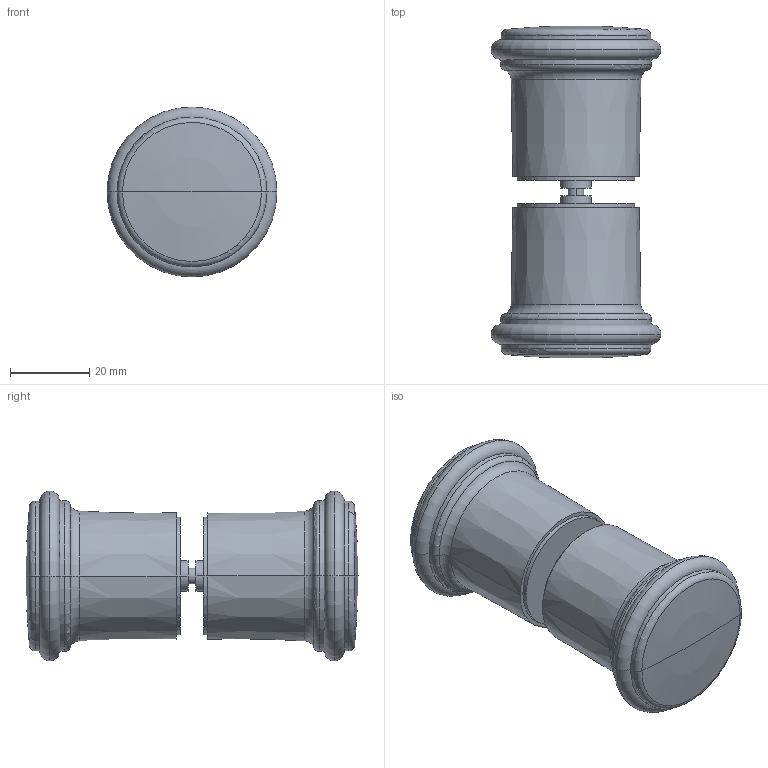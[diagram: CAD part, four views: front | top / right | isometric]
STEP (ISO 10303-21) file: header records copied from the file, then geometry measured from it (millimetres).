
FILE_DESCRIPTION(('Creo Elements/Direct Modeling STEP Export'),'2;1');
FILE_NAME('H216-43.stp','2021-05-27T11:00:46',(''),(''),'Creo Elements/Direct Modeling STEP processor for AP214 (Solid Model)','Creo Elements/Direct Modeling 20.0 12-Nov-2016 (C) Parametric Technology GmbH','');
FILE_SCHEMA(('AUTOMOTIVE_DESIGN { 1 0 10303 214 1 1 1 1 }'));
Length unit declared in the file: millimetre
Products named in the file (9): Gewindestift.1; O-ring; Beilagscheibe; Muffe.1; Knopf; Knopf_M; Knopf_gesamt.1; Knopf_gesamt.1.1; KU-9370
Assembly tree (11 placements, depth 4):
  KU-9370
    Knopf_gesamt.1.1
      Knopf_M
        Knopf
        Muffe.1
      Beilagscheibe
      O-ring
    Knopf_gesamt.1
      Knopf_M
        Knopf
        Muffe.1
      Beilagscheibe
      O-ring
    Gewindestift.1
Bounding box: 43 x 84 x 43 mm (x, y, z)
Volume: 40282.9 mm3; surface area: 33125.1 mm2
Topology: 9 solids, 9 shells, 1752 faces, 4508 edges, 2804 vertices
Faces by surface type: plane 1570, cylinder 76, torus 44, cone 36, sphere 18, bspline 8
Entity records: 37455 total; most frequent: CARTESIAN_POINT 18141, ORIENTED_EDGE 4518, DIRECTION 3115, EDGE_CURVE 2259, VERTEX_POINT 1406, VECTOR 1165, LINE 1165, AXIS2_PLACEMENT_3D 975
